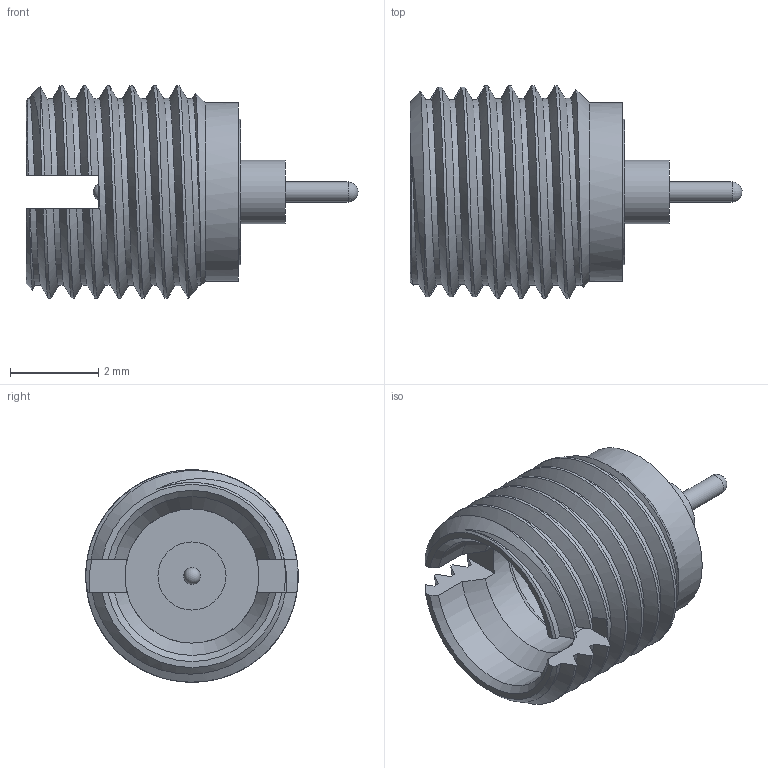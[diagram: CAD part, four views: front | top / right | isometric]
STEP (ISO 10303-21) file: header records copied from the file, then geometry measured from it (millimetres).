
FILE_DESCRIPTION (( 'STEP AP203' ), '1' );
FILE_NAME ('PE44909 ¦ SC5502_3D.step', '2020-08-26T14:40:33', ( '' ), ( '' ), 'SwSTEP 2.0', 'SolidWorks 2018', '' );
FILE_SCHEMA (( 'CONFIG_CONTROL_DESIGN' ));
Length unit declared in the file: inch
Products named in the file (1): PE44909 ｦ SC5502_3D
Bounding box: 7.54 x 4.83 x 4.83 mm (x, y, z)
Volume: 51.3 mm3; surface area: 169.2 mm2
Topology: 1 solids, 1 shells, 62 faces, 168 edges, 110 vertices
Faces by surface type: bspline 21, cylinder 17, plane 14, cone 8, sphere 2
Full cylindrical faces by diameter (mm): 0.381 x1, 0.457 x1, 1.448 x1, 1.548 x1, 3.048 x1, 3.175 x1, 3.303 x1, 3.405 x1, 4.06 x1
Entity records: 8999 total; most frequent: CARTESIAN_POINT 7731, ORIENTED_EDGE 292, DIRECTION 172, EDGE_CURVE 146, VERTEX_POINT 103, EDGE_LOOP 79, AXIS2_PLACEMENT_3D 73, FACE_OUTER_BOUND 71
